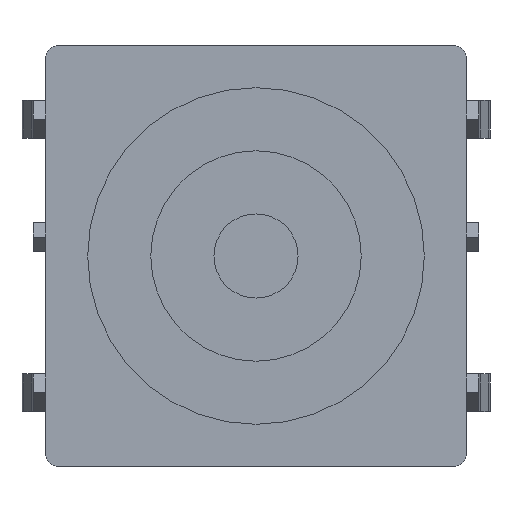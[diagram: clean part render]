
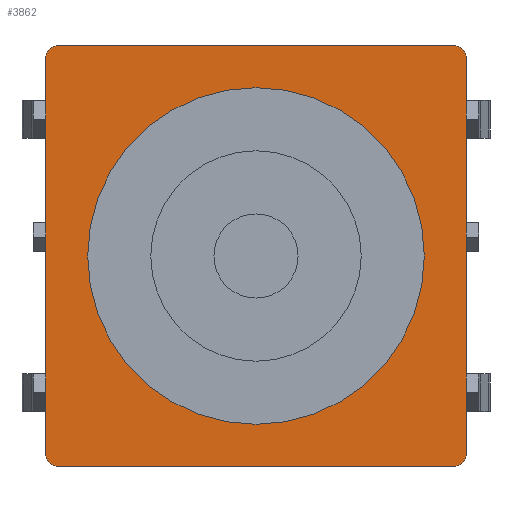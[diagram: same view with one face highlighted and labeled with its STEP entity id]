
A CAD part, front view. The second image highlights one B-rep face of the part: STEP entity #3862.
In plain terms, the highlighted planar face has unit normal (0, -1, 0).
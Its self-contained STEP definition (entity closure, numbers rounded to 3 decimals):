
#5 = CARTESIAN_POINT ( 'NONE',  ( 0., -1.23, 0. ) ) ;
#9 = VERTEX_POINT ( 'NONE', #5335 ) ;
#84 = EDGE_CURVE ( 'NONE', #4675, #1382, #6964, .T. ) ;
#134 = DIRECTION ( 'NONE',  ( 0., 0., 1. ) ) ;
#261 = LINE ( 'NONE', #3510, #2470 ) ;
#604 = DIRECTION ( 'NONE',  ( 0., 0., 1. ) ) ;
#610 = LINE ( 'NONE', #3712, #4630 ) ;
#805 = CARTESIAN_POINT ( 'NONE',  ( -4.7, -1.23, 5. ) ) ;
#901 = EDGE_CURVE ( 'NONE', #3325, #953, #1708, .T. ) ;
#953 = VERTEX_POINT ( 'NONE', #1068 ) ;
#1041 = CARTESIAN_POINT ( 'NONE',  ( 0., -1.23, 0. ) ) ;
#1053 = DIRECTION ( 'NONE',  ( 0., 0., -1. ) ) ;
#1068 = CARTESIAN_POINT ( 'NONE',  ( 0., -1.23, -4. ) ) ;
#1131 = AXIS2_PLACEMENT_3D ( 'NONE', #5295, #5319, #6433 ) ;
#1170 = CARTESIAN_POINT ( 'NONE',  ( -5., -1.23, -5. ) ) ;
#1201 = VERTEX_POINT ( 'NONE', #1996 ) ;
#1236 = EDGE_CURVE ( 'NONE', #4361, #3629, #6194, .T. ) ;
#1337 = CARTESIAN_POINT ( 'NONE',  ( 0., -1.23, 0. ) ) ;
#1382 = VERTEX_POINT ( 'NONE', #4235 ) ;
#1420 = FACE_BOUND ( 'NONE', #4881, .T. ) ;
#1653 = CARTESIAN_POINT ( 'NONE',  ( 5., -1.23, 4.7 ) ) ;
#1708 = CIRCLE ( 'NONE', #4528, 4. ) ;
#1996 = CARTESIAN_POINT ( 'NONE',  ( -4.7, -1.23, -5. ) ) ;
#2045 = LINE ( 'NONE', #5074, #6580 ) ;
#2121 = CIRCLE ( 'NONE', #4648, 4. ) ;
#2470 = VECTOR ( 'NONE', #4066, 1000. ) ;
#2474 = LINE ( 'NONE', #1170, #6474 ) ;
#2626 = DIRECTION ( 'NONE',  ( 0., -1., 0. ) ) ;
#2778 = ORIENTED_EDGE ( 'NONE', *, *, #4234, .F. ) ;
#2804 = CARTESIAN_POINT ( 'NONE',  ( 5., -1.23, -4.7 ) ) ;
#2852 = ORIENTED_EDGE ( 'NONE', *, *, #4910, .F. ) ;
#2963 = CARTESIAN_POINT ( 'NONE',  ( 4.7, -1.23, 4.7 ) ) ;
#2980 = CARTESIAN_POINT ( 'NONE',  ( 4.7, -1.23, -5. ) ) ;
#3325 = VERTEX_POINT ( 'NONE', #6749 ) ;
#3331 = EDGE_CURVE ( 'NONE', #3627, #4517, #4693, .T. ) ;
#3364 = ORIENTED_EDGE ( 'NONE', *, *, #84, .T. ) ;
#3510 = CARTESIAN_POINT ( 'NONE',  ( -5., -1.23, -5. ) ) ;
#3627 = VERTEX_POINT ( 'NONE', #1653 ) ;
#3629 = VERTEX_POINT ( 'NONE', #2804 ) ;
#3637 = CIRCLE ( 'NONE', #5948, 0.3 ) ;
#3678 = CARTESIAN_POINT ( 'NONE',  ( 4.7, -1.23, 5. ) ) ;
#3712 = CARTESIAN_POINT ( 'NONE',  ( -5., -1.23, 5. ) ) ;
#3862 = ADVANCED_FACE ( 'NONE', ( #1420, #4659 ), #6889, .F. ) ;
#3907 = ORIENTED_EDGE ( 'NONE', *, *, #901, .F. ) ;
#4066 = DIRECTION ( 'NONE',  ( -1., 0., 0. ) ) ;
#4123 = AXIS2_PLACEMENT_3D ( 'NONE', #4817, #2626, #7025 ) ;
#4163 = EDGE_CURVE ( 'NONE', #953, #3325, #2121, .T. ) ;
#4234 = EDGE_CURVE ( 'NONE', #9, #1382, #2474, .T. ) ;
#4235 = CARTESIAN_POINT ( 'NONE',  ( -5., -1.23, 4.7 ) ) ;
#4317 = DIRECTION ( 'NONE',  ( 0., -1., 0. ) ) ;
#4361 = VERTEX_POINT ( 'NONE', #2980 ) ;
#4457 = ORIENTED_EDGE ( 'NONE', *, *, #6125, .T. ) ;
#4517 = VERTEX_POINT ( 'NONE', #3678 ) ;
#4519 = ORIENTED_EDGE ( 'NONE', *, *, #3331, .T. ) ;
#4528 = AXIS2_PLACEMENT_3D ( 'NONE', #1041, #4317, #5925 ) ;
#4630 = VECTOR ( 'NONE', #6497, 1000. ) ;
#4648 = AXIS2_PLACEMENT_3D ( 'NONE', #5, #5576, #1053 ) ;
#4659 = FACE_OUTER_BOUND ( 'NONE', #6783, .T. ) ;
#4675 = VERTEX_POINT ( 'NONE', #805 ) ;
#4693 = CIRCLE ( 'NONE', #7060, 0.3 ) ;
#4726 = ORIENTED_EDGE ( 'NONE', *, *, #4163, .F. ) ;
#4817 = CARTESIAN_POINT ( 'NONE',  ( -4.7, -1.23, 4.7 ) ) ;
#4881 = EDGE_LOOP ( 'NONE', ( #4726, #3907 ) ) ;
#4910 = EDGE_CURVE ( 'NONE', #4361, #1201, #261, .T. ) ;
#5074 = CARTESIAN_POINT ( 'NONE',  ( 5., -1.23, -5. ) ) ;
#5188 = DIRECTION ( 'NONE',  ( 0., 0., 1. ) ) ;
#5238 = EDGE_CURVE ( 'NONE', #4675, #4517, #610, .T. ) ;
#5295 = CARTESIAN_POINT ( 'NONE',  ( 4.7, -1.23, -4.7 ) ) ;
#5319 = DIRECTION ( 'NONE',  ( 0., -1., 0. ) ) ;
#5335 = CARTESIAN_POINT ( 'NONE',  ( -5., -1.23, -4.7 ) ) ;
#5544 = ORIENTED_EDGE ( 'NONE', *, *, #6684, .F. ) ;
#5576 = DIRECTION ( 'NONE',  ( 0., -1., 0. ) ) ;
#5728 = DIRECTION ( 'NONE',  ( 0., -1., 0. ) ) ;
#5925 = DIRECTION ( 'NONE',  ( 0., 0., -1. ) ) ;
#5948 = AXIS2_PLACEMENT_3D ( 'NONE', #6172, #6101, #604 ) ;
#6101 = DIRECTION ( 'NONE',  ( 0., -1., 0. ) ) ;
#6125 = EDGE_CURVE ( 'NONE', #9, #1201, #3637, .T. ) ;
#6172 = CARTESIAN_POINT ( 'NONE',  ( -4.7, -1.23, -4.7 ) ) ;
#6186 = AXIS2_PLACEMENT_3D ( 'NONE', #1337, #6294, #5188 ) ;
#6194 = CIRCLE ( 'NONE', #1131, 0.3 ) ;
#6288 = DIRECTION ( 'NONE',  ( 0., 0., 1. ) ) ;
#6294 = DIRECTION ( 'NONE',  ( 0., 1., 0. ) ) ;
#6433 = DIRECTION ( 'NONE',  ( 0., 0., 1. ) ) ;
#6474 = VECTOR ( 'NONE', #6288, 1000. ) ;
#6497 = DIRECTION ( 'NONE',  ( 1., 0., 0. ) ) ;
#6580 = VECTOR ( 'NONE', #6766, 1000. ) ;
#6592 = ORIENTED_EDGE ( 'NONE', *, *, #5238, .F. ) ;
#6641 = ORIENTED_EDGE ( 'NONE', *, *, #1236, .T. ) ;
#6684 = EDGE_CURVE ( 'NONE', #3627, #3629, #2045, .T. ) ;
#6749 = CARTESIAN_POINT ( 'NONE',  ( 0., -1.23, 4. ) ) ;
#6766 = DIRECTION ( 'NONE',  ( 0., 0., -1. ) ) ;
#6783 = EDGE_LOOP ( 'NONE', ( #6592, #3364, #2778, #4457, #2852, #6641, #5544, #4519 ) ) ;
#6889 = PLANE ( 'NONE',  #6186 ) ;
#6964 = CIRCLE ( 'NONE', #4123, 0.3 ) ;
#7025 = DIRECTION ( 'NONE',  ( 0., 0., 1. ) ) ;
#7060 = AXIS2_PLACEMENT_3D ( 'NONE', #2963, #5728, #134 ) ;
